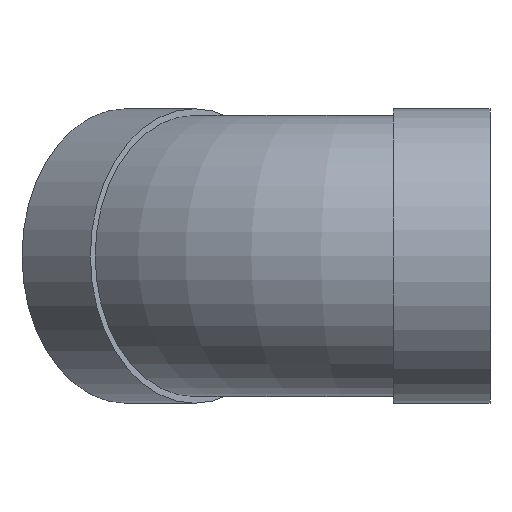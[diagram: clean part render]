
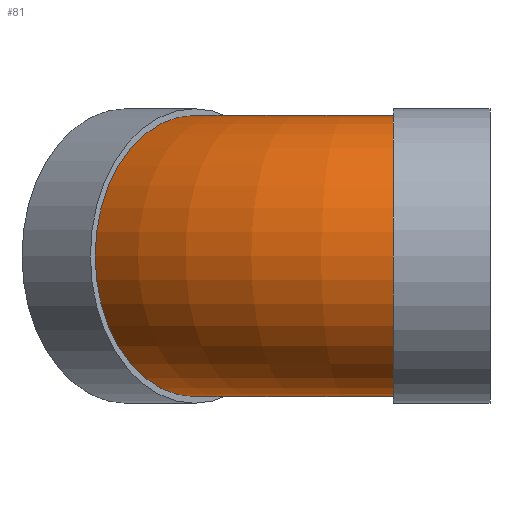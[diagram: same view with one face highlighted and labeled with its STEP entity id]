
A CAD part, left-side view. The second image highlights one B-rep face of the part: STEP entity #81.
In plain terms, the highlighted toroidal (fillet/blend) face has major radius 125 mm and minor radius 62.5 mm.
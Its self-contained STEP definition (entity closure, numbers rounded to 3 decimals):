
#81 = ADVANCED_FACE( '', ( #158, #159 ), #160, .T. );
#158 = FACE_OUTER_BOUND( '', #220, .T. );
#159 = FACE_OUTER_BOUND( '', #221, .T. );
#160 = TOROIDAL_SURFACE( '', #222, 125., 62.5 );
#220 = EDGE_LOOP( '', ( #292 ) );
#221 = EDGE_LOOP( '', ( #293 ) );
#222 = AXIS2_PLACEMENT_3D( '', #294, #295, #296 );
#292 = ORIENTED_EDGE( '', *, *, #316, .T. );
#293 = ORIENTED_EDGE( '', *, *, #320, .F. );
#294 = CARTESIAN_POINT( '', ( 125., 43., 0. ) );
#295 = DIRECTION( '', ( 0., 0., -1. ) );
#296 = DIRECTION( '', ( -1., 0., 0. ) );
#316 = EDGE_CURVE( '', #350, #350, #351, .T. );
#320 = EDGE_CURVE( '', #355, #355, #356, .T. );
#350 = VERTEX_POINT( '', #386 );
#351 = CIRCLE( '', #387, 62.5 );
#355 = VERTEX_POINT( '', #391 );
#356 = CIRCLE( '', #392, 62.5 );
#386 = CARTESIAN_POINT( '', ( 62.5, 43., 0. ) );
#387 = AXIS2_PLACEMENT_3D( '', #424, #425, #426 );
#391 = CARTESIAN_POINT( '', ( 80.806, 87.194, 0. ) );
#392 = AXIS2_PLACEMENT_3D( '', #427, #428, #429 );
#424 = CARTESIAN_POINT( '', ( 0., 43., 0. ) );
#425 = DIRECTION( '', ( 0., 1., 0. ) );
#426 = DIRECTION( '', ( 1., 0., 0. ) );
#427 = CARTESIAN_POINT( '', ( 36.612, 131.388, 0. ) );
#428 = DIRECTION( '', ( 0.707, 0.707, 0. ) );
#429 = DIRECTION( '', ( 0.707, -0.707, 0. ) );
